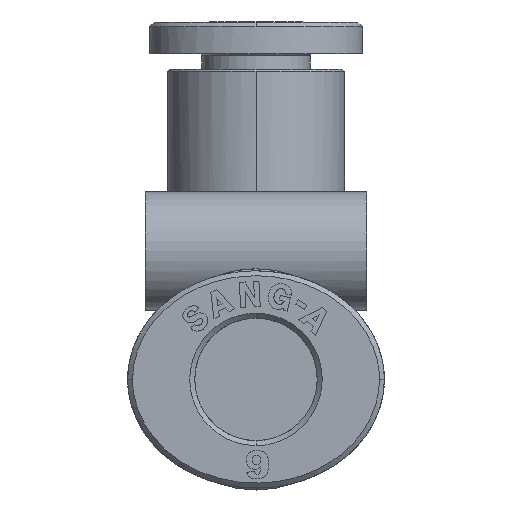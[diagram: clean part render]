
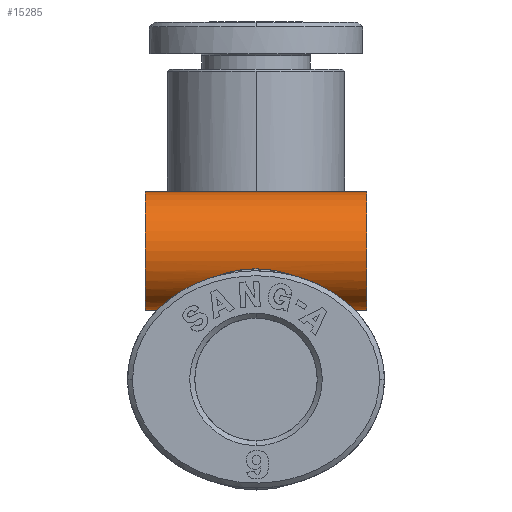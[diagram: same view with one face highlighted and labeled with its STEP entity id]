
A CAD part, left-side view. The second image highlights one B-rep face of the part: STEP entity #15285.
In plain terms, the highlighted cylindrical face has radius 3 mm (diameter 6 mm), a partial arc.
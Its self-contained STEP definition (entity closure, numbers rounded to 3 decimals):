
#1237 = CARTESIAN_POINT ( 'NONE',  ( -10.9, -4.371, 4.65 ) ) ;
#1439 = CARTESIAN_POINT ( 'NONE',  ( -11.035, 4.371, 4.65 ) ) ;
#1635 = CARTESIAN_POINT ( 'NONE',  ( -12.177, 4.13, 4.932 ) ) ;
#1821 = CARTESIAN_POINT ( 'NONE',  ( -11.434, 4.335, 4.695 ) ) ;
#2886 = VERTEX_POINT ( 'NONE', #13293 ) ;
#3613 = CARTESIAN_POINT ( 'NONE',  ( -10.9, 0., 7.65 ) ) ;
#5650 = CARTESIAN_POINT ( 'NONE',  ( -13.649, 1.84, 6.446 ) ) ;
#5896 = CARTESIAN_POINT ( 'NONE',  ( -12.607, -3.901, 5.171 ) ) ;
#6298 = CARTESIAN_POINT ( 'NONE',  ( -13.71, -1.331, 6.596 ) ) ;
#6404 = AXIS2_PLACEMENT_3D ( 'NONE', #3613, #26371, #31143 ) ;
#7938 = CARTESIAN_POINT ( 'NONE',  ( -10.9, -5.6, 10.65 ) ) ;
#9448 = VERTEX_POINT ( 'NONE', #7938 ) ;
#10433 = CARTESIAN_POINT ( 'NONE',  ( -10.9, 0., 4.65 ) ) ;
#10473 = CARTESIAN_POINT ( 'NONE',  ( -13.417, 2.794, 6.009 ) ) ;
#10526 = CARTESIAN_POINT ( 'NONE',  ( -11.035, -4.371, 4.65 ) ) ;
#11057 = CARTESIAN_POINT ( 'NONE',  ( -11.169, 4.364, 4.659 ) ) ;
#13057 = CIRCLE ( 'NONE', #40311, 3. ) ;
#13151 = B_SPLINE_CURVE_WITH_KNOTS ( 'NONE', 3,
 ( #14880, #1439, #11057, #1821, #47466, #28420, #47274, #1635, #28601, #51668, #24009, #38239, #15450, #33003, #52274, #10473, #20043, #37639, #5650, #28991, #47662, #52073, #19857, #33590 ),
 .UNSPECIFIED., .F., .F.,
 ( 4, 2, 2, 2, 2, 2, 2, 2, 2, 2, 2, 4 ),
 ( -0.006, -0.006, -0.006, -0.005, -0.005, -0.004, -0.004, -0.003, -0.002, -0.002, -0.001, 0. ),
 .UNSPECIFIED. ) ;
#13293 = CARTESIAN_POINT ( 'NONE',  ( -10.9, 4.371, 4.65 ) ) ;
#14880 = CARTESIAN_POINT ( 'NONE',  ( -10.9, 4.371, 4.65 ) ) ;
#15285 = ADVANCED_FACE ( 'NONE', ( #37952 ), #35754, .T. ) ;
#15450 = CARTESIAN_POINT ( 'NONE',  ( -12.866, 3.67, 5.381 ) ) ;
#15498 = CARTESIAN_POINT ( 'NONE',  ( -11.567, -4.313, 4.722 ) ) ;
#15581 = ORIENTED_EDGE ( 'NONE', *, *, #26960, .T. ) ;
#15701 = CARTESIAN_POINT ( 'NONE',  ( -13.607, -2.093, 6.351 ) ) ;
#15911 = DIRECTION ( 'NONE',  ( 0., -1., 0. ) ) ;
#16196 = B_SPLINE_CURVE_WITH_KNOTS ( 'NONE', 3,
 ( #42898, #19703, #19503, #51526, #6298, #47324, #15701, #52125, #24066, #24648, #52331, #38090, #5896, #19904, #37697, #15498, #28848, #56360, #10526, #43095 ),
 .UNSPECIFIED., .F., .F.,
 ( 4, 2, 2, 2, 2, 2, 2, 2, 2, 4 ),
 ( 0., 0.001, 0.002, 0.002, 0.003, 0.004, 0.005, 0.006, 0.006, 0.006 ),
 .UNSPECIFIED. ) ;
#16209 = ORIENTED_EDGE ( 'NONE', *, *, #58658, .T. ) ;
#18495 = CARTESIAN_POINT ( 'NONE',  ( -10.9, 0., 10.65 ) ) ;
#19503 = CARTESIAN_POINT ( 'NONE',  ( -13.756, -0.538, 6.73 ) ) ;
#19703 = CARTESIAN_POINT ( 'NONE',  ( -13.762, -0.271, 6.75 ) ) ;
#19857 = CARTESIAN_POINT ( 'NONE',  ( -13.762, 0.271, 6.75 ) ) ;
#19904 = CARTESIAN_POINT ( 'NONE',  ( -12.184, -4.138, 4.928 ) ) ;
#20043 = CARTESIAN_POINT ( 'NONE',  ( -13.491, 2.569, 6.133 ) ) ;
#20264 = EDGE_CURVE ( 'NONE', #9448, #37711, #24216, .T. ) ;
#21467 = ORIENTED_EDGE ( 'NONE', *, *, #43056, .T. ) ;
#23101 = EDGE_CURVE ( 'NONE', #46102, #23347, #39467, .T. ) ;
#23347 = VERTEX_POINT ( 'NONE', #1237 ) ;
#24009 = CARTESIAN_POINT ( 'NONE',  ( -12.599, 3.895, 5.175 ) ) ;
#24066 = CARTESIAN_POINT ( 'NONE',  ( -13.416, -2.799, 6.007 ) ) ;
#24216 = LINE ( 'NONE', #18495, #36411 ) ;
#24648 = CARTESIAN_POINT ( 'NONE',  ( -13.218, -3.221, 5.738 ) ) ;
#25892 = DIRECTION ( 'NONE',  ( 0., 0., 1. ) ) ;
#26176 = CARTESIAN_POINT ( 'NONE',  ( -13.762, 0., 6.75 ) ) ;
#26371 = DIRECTION ( 'NONE',  ( 0., 1., 0. ) ) ;
#26834 = DIRECTION ( 'NONE',  ( 0., 1., 0. ) ) ;
#26960 = EDGE_CURVE ( 'NONE', #37711, #54503, #54182, .T. ) ;
#28420 = CARTESIAN_POINT ( 'NONE',  ( -11.82, 4.254, 4.792 ) ) ;
#28601 = CARTESIAN_POINT ( 'NONE',  ( -12.29, 4.078, 4.989 ) ) ;
#28848 = CARTESIAN_POINT ( 'NONE',  ( -11.435, -4.335, 4.695 ) ) ;
#28991 = CARTESIAN_POINT ( 'NONE',  ( -13.71, 1.329, 6.596 ) ) ;
#30492 = DIRECTION ( 'NONE',  ( 0., 1., 0. ) ) ;
#31143 = DIRECTION ( 'NONE',  ( 0., 0., 1. ) ) ;
#32510 = EDGE_CURVE ( 'NONE', #2886, #54503, #47631, .T. ) ;
#33003 = CARTESIAN_POINT ( 'NONE',  ( -13.096, 3.413, 5.595 ) ) ;
#33590 = CARTESIAN_POINT ( 'NONE',  ( -13.762, 0., 6.75 ) ) ;
#33981 = ORIENTED_EDGE ( 'NONE', *, *, #32510, .F. ) ;
#34062 = CARTESIAN_POINT ( 'NONE',  ( -10.9, 5.6, 7.65 ) ) ;
#35109 = CARTESIAN_POINT ( 'NONE',  ( -10.9, -5.6, 7.65 ) ) ;
#35402 = VECTOR ( 'NONE', #45623, 1000. ) ;
#35754 = CYLINDRICAL_SURFACE ( 'NONE', #6404, 3. ) ;
#36411 = VECTOR ( 'NONE', #37471, 1000. ) ;
#37471 = DIRECTION ( 'NONE',  ( 0., 1., 0. ) ) ;
#37639 = CARTESIAN_POINT ( 'NONE',  ( -13.607, 2.093, 6.351 ) ) ;
#37697 = CARTESIAN_POINT ( 'NONE',  ( -11.948, -4.225, 4.827 ) ) ;
#37711 = VERTEX_POINT ( 'NONE', #57623 ) ;
#37952 = FACE_OUTER_BOUND ( 'NONE', #46738, .T. ) ;
#38090 = CARTESIAN_POINT ( 'NONE',  ( -12.787, -3.757, 5.308 ) ) ;
#38239 = CARTESIAN_POINT ( 'NONE',  ( -12.781, 3.75, 5.31 ) ) ;
#39467 = LINE ( 'NONE', #54934, #45232 ) ;
#39624 = ORIENTED_EDGE ( 'NONE', *, *, #49504, .T. ) ;
#40311 = AXIS2_PLACEMENT_3D ( 'NONE', #35109, #30492, #25892 ) ;
#42898 = CARTESIAN_POINT ( 'NONE',  ( -13.762, 0., 6.75 ) ) ;
#43056 = EDGE_CURVE ( 'NONE', #52545, #23347, #16196, .T. ) ;
#43095 = CARTESIAN_POINT ( 'NONE',  ( -10.9, -4.371, 4.65 ) ) ;
#44053 = CARTESIAN_POINT ( 'NONE',  ( -10.9, 5.6, 4.65 ) ) ;
#45232 = VECTOR ( 'NONE', #26834, 1000. ) ;
#45623 = DIRECTION ( 'NONE',  ( 0., 1., 0. ) ) ;
#46102 = VERTEX_POINT ( 'NONE', #47279 ) ;
#46738 = EDGE_LOOP ( 'NONE', ( #54706, #16209, #58750, #15581, #33981, #39624, #21467 ) ) ;
#47274 = CARTESIAN_POINT ( 'NONE',  ( -11.943, 4.218, 4.834 ) ) ;
#47279 = CARTESIAN_POINT ( 'NONE',  ( -10.9, -5.6, 4.65 ) ) ;
#47324 = CARTESIAN_POINT ( 'NONE',  ( -13.648, -1.846, 6.444 ) ) ;
#47466 = CARTESIAN_POINT ( 'NONE',  ( -11.566, 4.313, 4.722 ) ) ;
#47631 = LINE ( 'NONE', #10433, #35402 ) ;
#47662 = CARTESIAN_POINT ( 'NONE',  ( -13.73, 1.069, 6.653 ) ) ;
#47922 = DIRECTION ( 'NONE',  ( 0., 0., 1. ) ) ;
#49504 = EDGE_CURVE ( 'NONE', #2886, #52545, #13151, .T. ) ;
#51526 = CARTESIAN_POINT ( 'NONE',  ( -13.73, -1.068, 6.654 ) ) ;
#51668 = CARTESIAN_POINT ( 'NONE',  ( -12.501, 3.96, 5.11 ) ) ;
#52073 = CARTESIAN_POINT ( 'NONE',  ( -13.756, 0.541, 6.73 ) ) ;
#52125 = CARTESIAN_POINT ( 'NONE',  ( -13.491, -2.569, 6.133 ) ) ;
#52274 = CARTESIAN_POINT ( 'NONE',  ( -13.219, 3.219, 5.739 ) ) ;
#52331 = CARTESIAN_POINT ( 'NONE',  ( -13.096, -3.413, 5.595 ) ) ;
#52545 = VERTEX_POINT ( 'NONE', #26176 ) ;
#54182 = CIRCLE ( 'NONE', #58095, 3. ) ;
#54503 = VERTEX_POINT ( 'NONE', #44053 ) ;
#54706 = ORIENTED_EDGE ( 'NONE', *, *, #23101, .F. ) ;
#54934 = CARTESIAN_POINT ( 'NONE',  ( -10.9, 0., 4.65 ) ) ;
#56360 = CARTESIAN_POINT ( 'NONE',  ( -11.169, -4.364, 4.659 ) ) ;
#57623 = CARTESIAN_POINT ( 'NONE',  ( -10.9, 5.6, 10.65 ) ) ;
#58095 = AXIS2_PLACEMENT_3D ( 'NONE', #34062, #15911, #47922 ) ;
#58658 = EDGE_CURVE ( 'NONE', #46102, #9448, #13057, .T. ) ;
#58750 = ORIENTED_EDGE ( 'NONE', *, *, #20264, .T. ) ;
